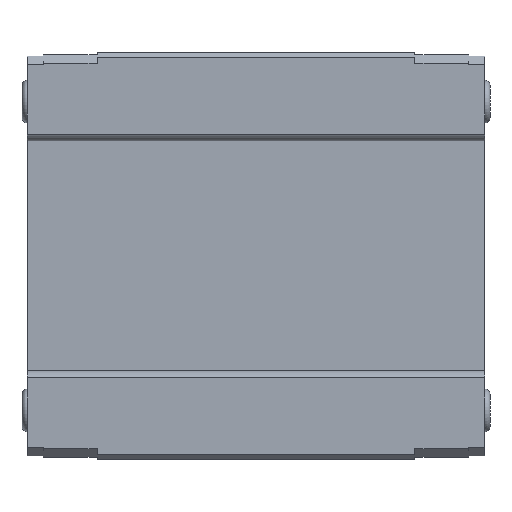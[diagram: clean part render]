
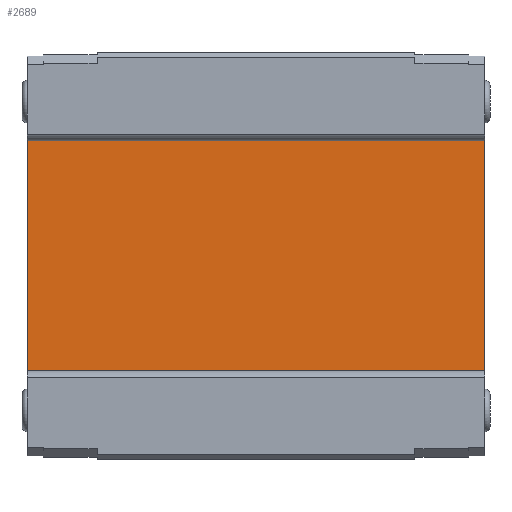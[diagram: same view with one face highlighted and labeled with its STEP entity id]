
A CAD part, front view. The second image highlights one B-rep face of the part: STEP entity #2689.
In plain terms, the highlighted planar face has unit normal (0, -1, 0).
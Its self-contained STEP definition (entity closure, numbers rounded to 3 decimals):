
#284 = CARTESIAN_POINT ( 'NONE',  ( 22.55, 5.1, 11.6 ) ) ;
#773 = DIRECTION ( 'NONE',  ( 0., 0., -1. ) ) ;
#774 = VECTOR ( 'NONE', #773, 1000. ) ;
#775 = CARTESIAN_POINT ( 'NONE',  ( 22.55, 5.1, 11.6 ) ) ;
#776 = LINE ( 'NONE', #775, #774 ) ;
#778 = CARTESIAN_POINT ( 'NONE',  ( 22.55, 5.1, -11.6 ) ) ;
#812 = CARTESIAN_POINT ( 'NONE',  ( -22.55, 5.1, 11.6 ) ) ;
#813 = DIRECTION ( 'NONE',  ( 0., 0., 1. ) ) ;
#814 = VECTOR ( 'NONE', #813, 1000. ) ;
#815 = CARTESIAN_POINT ( 'NONE',  ( -22.55, 5.1, -11.6 ) ) ;
#816 = LINE ( 'NONE', #815, #814 ) ;
#817 = CARTESIAN_POINT ( 'NONE',  ( -22.55, 5.1, -11.6 ) ) ;
#855 = DIRECTION ( 'NONE',  ( -1., 0., 0. ) ) ;
#856 = VECTOR ( 'NONE', #855, 1000. ) ;
#857 = CARTESIAN_POINT ( 'NONE',  ( 15.65, 5.1, 11.6 ) ) ;
#858 = LINE ( 'NONE', #857, #856 ) ;
#859 = DIRECTION ( 'NONE',  ( 0., 0., 1. ) ) ;
#860 = DIRECTION ( 'NONE',  ( 0., 1., 0. ) ) ;
#861 = CARTESIAN_POINT ( 'NONE',  ( 15.65, 5.1, 11.6 ) ) ;
#862 = AXIS2_PLACEMENT_3D ( 'NONE', #861, #860, #859 ) ;
#863 = PLANE ( 'NONE',  #862 ) ;
#864 = FACE_OUTER_BOUND ( 'NONE', #2687, .T. ) ;
#865 = DIRECTION ( 'NONE',  ( -1., 0., 0. ) ) ;
#866 = VECTOR ( 'NONE', #865, 1000. ) ;
#867 = CARTESIAN_POINT ( 'NONE',  ( 15.65, 5.1, -11.6 ) ) ;
#868 = LINE ( 'NONE', #867, #866 ) ;
#2333 = VERTEX_POINT ( 'NONE', #284 ) ;
#2623 = VERTEX_POINT ( 'NONE', #778 ) ;
#2626 = EDGE_CURVE ( 'NONE', #2333, #2623, #776, .T. ) ;
#2636 = VERTEX_POINT ( 'NONE', #817 ) ;
#2637 = EDGE_CURVE ( 'NONE', #2636, #2638, #816, .T. ) ;
#2638 = VERTEX_POINT ( 'NONE', #812 ) ;
#2683 = ORIENTED_EDGE ( 'NONE', *, *, #2626, .F. ) ;
#2684 = ORIENTED_EDGE ( 'NONE', *, *, #2685, .F. ) ;
#2685 = EDGE_CURVE ( 'NONE', #2623, #2636, #868, .T. ) ;
#2686 = ORIENTED_EDGE ( 'NONE', *, *, #2691, .T. ) ;
#2687 = EDGE_LOOP ( 'NONE', ( #2686, #2688, #2684, #2683 ) ) ;
#2688 = ORIENTED_EDGE ( 'NONE', *, *, #2637, .F. ) ;
#2689 = ADVANCED_FACE ( 'NONE', ( #864 ), #863, .F. ) ;
#2691 = EDGE_CURVE ( 'NONE', #2333, #2638, #858, .T. ) ;
